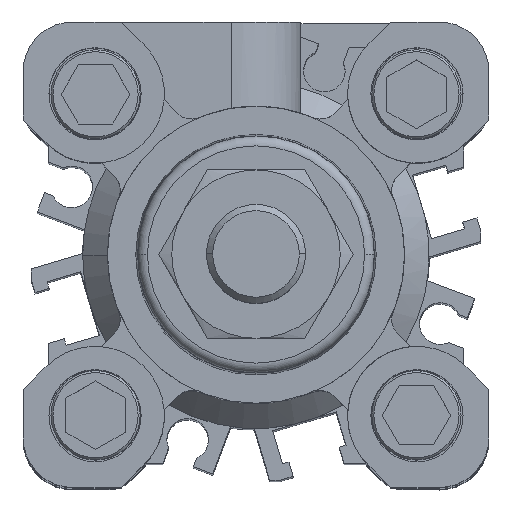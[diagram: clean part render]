
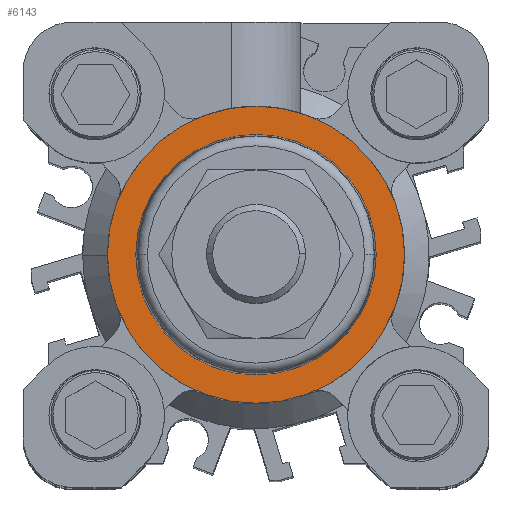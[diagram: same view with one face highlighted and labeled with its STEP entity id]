
A CAD part, top view. The second image highlights one B-rep face of the part: STEP entity #6143.
In plain terms, the highlighted planar face has unit normal (0, 0, 1).
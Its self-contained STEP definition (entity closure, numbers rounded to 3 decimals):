
#259 = AXIS2_PLACEMENT_3D ( 'NONE', #5338, #5426, #12577 ) ;
#676 = ORIENTED_EDGE ( 'NONE', *, *, #6868, .F. ) ;
#847 = EDGE_CURVE ( 'NONE', #4262, #7038, #11901, .T. ) ;
#1044 = EDGE_CURVE ( 'NONE', #11320, #14578, #12041, .T. ) ;
#1443 = CARTESIAN_POINT ( 'NONE',  ( 0., 0., 32.2 ) ) ;
#2267 = FACE_BOUND ( 'NONE', #4013, .T. ) ;
#2278 = DIRECTION ( 'NONE',  ( 0., 0., 1. ) ) ;
#2383 = EDGE_CURVE ( 'NONE', #14578, #11320, #6591, .T. ) ;
#3715 = DIRECTION ( 'NONE',  ( 1., 0., 0. ) ) ;
#3743 = DIRECTION ( 'NONE',  ( 0., 0., 1. ) ) ;
#3745 = CARTESIAN_POINT ( 'NONE',  ( 0., 0., 32.2 ) ) ;
#3860 = DIRECTION ( 'NONE',  ( 1., 0., 0. ) ) ;
#3987 = DIRECTION ( 'NONE',  ( 0., 0., 1. ) ) ;
#4013 = EDGE_LOOP ( 'NONE', ( #676, #10764 ) ) ;
#4226 = AXIS2_PLACEMENT_3D ( 'NONE', #1443, #10736, #3860 ) ;
#4262 = VERTEX_POINT ( 'NONE', #13251 ) ;
#5338 = CARTESIAN_POINT ( 'NONE',  ( 0., 0., 32.2 ) ) ;
#5426 = DIRECTION ( 'NONE',  ( 0., 0., 1. ) ) ;
#5470 = ORIENTED_EDGE ( 'NONE', *, *, #2383, .T. ) ;
#6143 = ADVANCED_FACE ( 'NONE', ( #10953, #2267 ), #12119, .T. ) ;
#6380 = AXIS2_PLACEMENT_3D ( 'NONE', #6755, #2278, #12260 ) ;
#6591 = CIRCLE ( 'NONE', #259, 15. ) ;
#6755 = CARTESIAN_POINT ( 'NONE',  ( 0., 0., 32.2 ) ) ;
#6868 = EDGE_CURVE ( 'NONE', #7038, #4262, #9358, .T. ) ;
#7038 = VERTEX_POINT ( 'NONE', #14679 ) ;
#7440 = AXIS2_PLACEMENT_3D ( 'NONE', #11452, #3987, #8512 ) ;
#8512 = DIRECTION ( 'NONE',  ( 1., 0., 0. ) ) ;
#9358 = CIRCLE ( 'NONE', #12580, 12.142 ) ;
#10736 = DIRECTION ( 'NONE',  ( 0., 0., 1. ) ) ;
#10764 = ORIENTED_EDGE ( 'NONE', *, *, #847, .F. ) ;
#10953 = FACE_OUTER_BOUND ( 'NONE', #13357, .T. ) ;
#11086 = ORIENTED_EDGE ( 'NONE', *, *, #1044, .T. ) ;
#11320 = VERTEX_POINT ( 'NONE', #11568 ) ;
#11452 = CARTESIAN_POINT ( 'NONE',  ( 0., 0., 32.2 ) ) ;
#11568 = CARTESIAN_POINT ( 'NONE',  ( 15., 0., 32.2 ) ) ;
#11901 = CIRCLE ( 'NONE', #4226, 12.142 ) ;
#12041 = CIRCLE ( 'NONE', #7440, 15. ) ;
#12104 = CARTESIAN_POINT ( 'NONE',  ( -15., 0., 32.2 ) ) ;
#12119 = PLANE ( 'NONE',  #6380 ) ;
#12260 = DIRECTION ( 'NONE',  ( 1., 0., 0. ) ) ;
#12577 = DIRECTION ( 'NONE',  ( 1., 0., 0. ) ) ;
#12580 = AXIS2_PLACEMENT_3D ( 'NONE', #3745, #3743, #3715 ) ;
#13251 = CARTESIAN_POINT ( 'NONE',  ( -12.142, 0., 32.2 ) ) ;
#13357 = EDGE_LOOP ( 'NONE', ( #5470, #11086 ) ) ;
#14578 = VERTEX_POINT ( 'NONE', #12104 ) ;
#14679 = CARTESIAN_POINT ( 'NONE',  ( 12.142, 0., 32.2 ) ) ;
